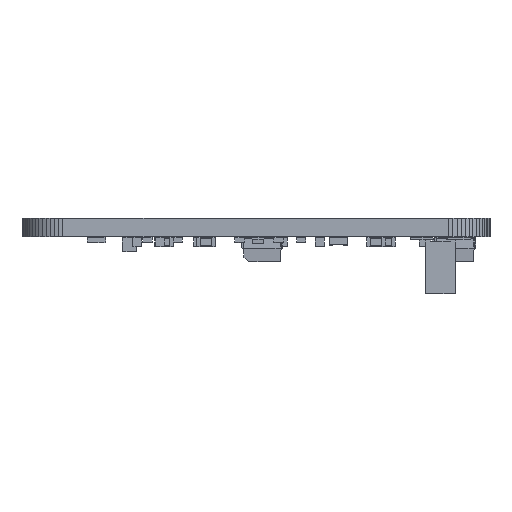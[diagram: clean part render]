
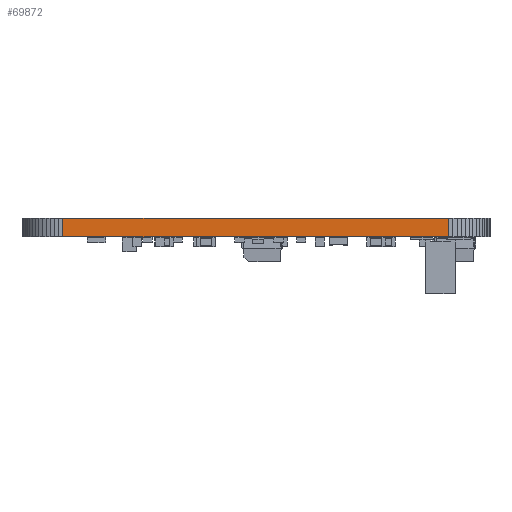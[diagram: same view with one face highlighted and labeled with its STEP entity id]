
A CAD part, front view. The second image highlights one B-rep face of the part: STEP entity #69872.
In plain terms, the highlighted planar face has unit normal (0.001, -1, 0).
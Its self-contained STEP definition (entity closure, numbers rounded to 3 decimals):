
#56165 = PLANE('',#56166);
#56166 = AXIS2_PLACEMENT_3D('',#56167,#56168,#56169);
#56167 = CARTESIAN_POINT('',(-1.549,-3.662,1.58));
#56168 = DIRECTION('',(-0.,-0.,-1.));
#56169 = DIRECTION('',(-1.,0.,0.));
#56219 = PLANE('',#56220);
#56220 = AXIS2_PLACEMENT_3D('',#56221,#56222,#56223);
#56221 = CARTESIAN_POINT('',(-1.549,-3.662,0.));
#56222 = DIRECTION('',(-0.,-0.,-1.));
#56223 = DIRECTION('',(-1.,0.,0.));
#57140 = VERTEX_POINT('',#57141);
#57141 = CARTESIAN_POINT('',(14.959,-31.139,0.));
#57155 = PLANE('',#57156);
#57156 = AXIS2_PLACEMENT_3D('',#57157,#57158,#57159);
#57157 = CARTESIAN_POINT('',(15.33,-31.119,0.));
#57158 = DIRECTION('',(0.052,-0.999,0.));
#57159 = DIRECTION('',(-0.999,-0.052,0.));
#57167 = EDGE_CURVE('',#57140,#57168,#57170,.T.);
#57168 = VERTEX_POINT('',#57169);
#57169 = CARTESIAN_POINT('',(-18.108,-31.175,0.));
#57170 = SURFACE_CURVE('',#57171,(#57175,#57182),.PCURVE_S1.);
#57171 = LINE('',#57172,#57173);
#57172 = CARTESIAN_POINT('',(14.959,-31.139,0.));
#57173 = VECTOR('',#57174,1.);
#57174 = DIRECTION('',(-1.,-0.001,0.));
#57175 = PCURVE('',#56219,#57176);
#57176 = DEFINITIONAL_REPRESENTATION('',(#57177),#57181);
#57177 = LINE('',#57178,#57179);
#57178 = CARTESIAN_POINT('',(-16.508,-27.476));
#57179 = VECTOR('',#57180,1.);
#57180 = DIRECTION('',(1.,-0.001));
#57181 = ( GEOMETRIC_REPRESENTATION_CONTEXT(2) 
PARAMETRIC_REPRESENTATION_CONTEXT() REPRESENTATION_CONTEXT('2D SPACE',''
  ) );
#57182 = PCURVE('',#57183,#57188);
#57183 = PLANE('',#57184);
#57184 = AXIS2_PLACEMENT_3D('',#57185,#57186,#57187);
#57185 = CARTESIAN_POINT('',(14.959,-31.139,0.));
#57186 = DIRECTION('',(0.001,-1.,0.));
#57187 = DIRECTION('',(-1.,-0.001,0.));
#57188 = DEFINITIONAL_REPRESENTATION('',(#57189),#57193);
#57189 = LINE('',#57190,#57191);
#57190 = CARTESIAN_POINT('',(0.,0.));
#57191 = VECTOR('',#57192,1.);
#57192 = DIRECTION('',(1.,0.));
#57193 = ( GEOMETRIC_REPRESENTATION_CONTEXT(2) 
PARAMETRIC_REPRESENTATION_CONTEXT() REPRESENTATION_CONTEXT('2D SPACE',''
  ) );
#57211 = PLANE('',#57212);
#57212 = AXIS2_PLACEMENT_3D('',#57213,#57214,#57215);
#57213 = CARTESIAN_POINT('',(-18.108,-31.175,0.));
#57214 = DIRECTION('',(-0.052,-0.999,0.));
#57215 = DIRECTION('',(-0.999,0.052,0.));
#63558 = VERTEX_POINT('',#63559);
#63559 = CARTESIAN_POINT('',(14.959,-31.139,1.58));
#63580 = EDGE_CURVE('',#63558,#63581,#63583,.T.);
#63581 = VERTEX_POINT('',#63582);
#63582 = CARTESIAN_POINT('',(-18.108,-31.175,1.58));
#63583 = SURFACE_CURVE('',#63584,(#63588,#63595),.PCURVE_S1.);
#63584 = LINE('',#63585,#63586);
#63585 = CARTESIAN_POINT('',(14.959,-31.139,1.58));
#63586 = VECTOR('',#63587,1.);
#63587 = DIRECTION('',(-1.,-0.001,0.));
#63588 = PCURVE('',#56165,#63589);
#63589 = DEFINITIONAL_REPRESENTATION('',(#63590),#63594);
#63590 = LINE('',#63591,#63592);
#63591 = CARTESIAN_POINT('',(-16.508,-27.476));
#63592 = VECTOR('',#63593,1.);
#63593 = DIRECTION('',(1.,-0.001));
#63594 = ( GEOMETRIC_REPRESENTATION_CONTEXT(2) 
PARAMETRIC_REPRESENTATION_CONTEXT() REPRESENTATION_CONTEXT('2D SPACE',''
  ) );
#63595 = PCURVE('',#57183,#63596);
#63596 = DEFINITIONAL_REPRESENTATION('',(#63597),#63601);
#63597 = LINE('',#63598,#63599);
#63598 = CARTESIAN_POINT('',(0.,-1.58));
#63599 = VECTOR('',#63600,1.);
#63600 = DIRECTION('',(1.,0.));
#63601 = ( GEOMETRIC_REPRESENTATION_CONTEXT(2) 
PARAMETRIC_REPRESENTATION_CONTEXT() REPRESENTATION_CONTEXT('2D SPACE',''
  ) );
#69824 = EDGE_CURVE('',#57140,#63558,#69825,.T.);
#69825 = SURFACE_CURVE('',#69826,(#69830,#69837),.PCURVE_S1.);
#69826 = LINE('',#69827,#69828);
#69827 = CARTESIAN_POINT('',(14.959,-31.139,0.));
#69828 = VECTOR('',#69829,1.);
#69829 = DIRECTION('',(0.,0.,1.));
#69830 = PCURVE('',#57155,#69831);
#69831 = DEFINITIONAL_REPRESENTATION('',(#69832),#69836);
#69832 = LINE('',#69833,#69834);
#69833 = CARTESIAN_POINT('',(0.371,0.));
#69834 = VECTOR('',#69835,1.);
#69835 = DIRECTION('',(0.,-1.));
#69836 = ( GEOMETRIC_REPRESENTATION_CONTEXT(2) 
PARAMETRIC_REPRESENTATION_CONTEXT() REPRESENTATION_CONTEXT('2D SPACE',''
  ) );
#69837 = PCURVE('',#57183,#69838);
#69838 = DEFINITIONAL_REPRESENTATION('',(#69839),#69843);
#69839 = LINE('',#69840,#69841);
#69840 = CARTESIAN_POINT('',(0.,0.));
#69841 = VECTOR('',#69842,1.);
#69842 = DIRECTION('',(0.,-1.));
#69843 = ( GEOMETRIC_REPRESENTATION_CONTEXT(2) 
PARAMETRIC_REPRESENTATION_CONTEXT() REPRESENTATION_CONTEXT('2D SPACE',''
  ) );
#69872 = ADVANCED_FACE('',(#69873),#57183,.T.);
#69873 = FACE_BOUND('',#69874,.T.);
#69874 = EDGE_LOOP('',(#69875,#69876,#69877,#69898));
#69875 = ORIENTED_EDGE('',*,*,#69824,.T.);
#69876 = ORIENTED_EDGE('',*,*,#63580,.T.);
#69877 = ORIENTED_EDGE('',*,*,#69878,.F.);
#69878 = EDGE_CURVE('',#57168,#63581,#69879,.T.);
#69879 = SURFACE_CURVE('',#69880,(#69884,#69891),.PCURVE_S1.);
#69880 = LINE('',#69881,#69882);
#69881 = CARTESIAN_POINT('',(-18.108,-31.175,0.));
#69882 = VECTOR('',#69883,1.);
#69883 = DIRECTION('',(0.,0.,1.));
#69884 = PCURVE('',#57183,#69885);
#69885 = DEFINITIONAL_REPRESENTATION('',(#69886),#69890);
#69886 = LINE('',#69887,#69888);
#69887 = CARTESIAN_POINT('',(33.067,0.));
#69888 = VECTOR('',#69889,1.);
#69889 = DIRECTION('',(0.,-1.));
#69890 = ( GEOMETRIC_REPRESENTATION_CONTEXT(2) 
PARAMETRIC_REPRESENTATION_CONTEXT() REPRESENTATION_CONTEXT('2D SPACE',''
  ) );
#69891 = PCURVE('',#57211,#69892);
#69892 = DEFINITIONAL_REPRESENTATION('',(#69893),#69897);
#69893 = LINE('',#69894,#69895);
#69894 = CARTESIAN_POINT('',(0.,0.));
#69895 = VECTOR('',#69896,1.);
#69896 = DIRECTION('',(0.,-1.));
#69897 = ( GEOMETRIC_REPRESENTATION_CONTEXT(2) 
PARAMETRIC_REPRESENTATION_CONTEXT() REPRESENTATION_CONTEXT('2D SPACE',''
  ) );
#69898 = ORIENTED_EDGE('',*,*,#57167,.F.);
